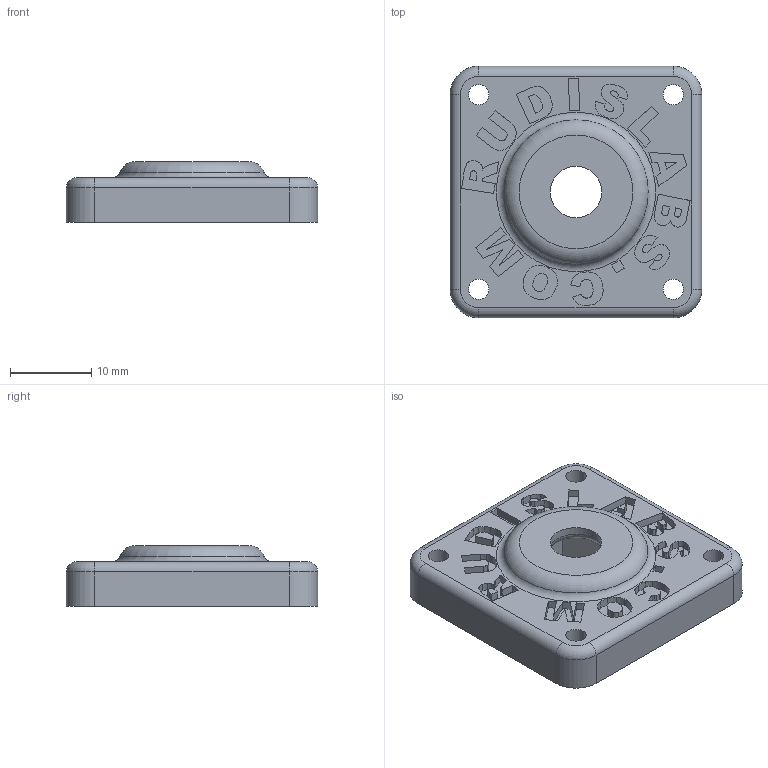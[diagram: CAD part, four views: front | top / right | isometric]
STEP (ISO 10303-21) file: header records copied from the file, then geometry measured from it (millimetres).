
FILE_DESCRIPTION(/* description */ (''),/* implementation_level */ '2;1');
FILE_NAME(/* name */ '21e2579f-e68e-4b13-a99a-5f10d213b83b.stp',/* time_stamp */ '2022-08-17T20:00:51Z',/* author */ (''),/* organization */ (''),/* preprocessor_version */ 'ST-DEVELOPER v19',/* originating_system */ 'Autodesk Translation Framework v11.7.0.108',/* authorisation */ '');
FILE_SCHEMA (('AUTOMOTIVE_DESIGN { 1 0 10303 214 3 1 1 }'));
Length unit declared in the file: millimetre
Products named in the file (1): Threaded 1/4-20UNC post mount
Bounding box: 31 x 31 x 7.5 mm (x, y, z)
Volume: 4743.2 mm3; surface area: 3084 mm2
Topology: 1 solids, 1 shells, 290 faces, 782 edges, 515 vertices
Faces by surface type: bspline 151, plane 115, cylinder 13, torus 7, cone 4
Full cylindrical faces by diameter (mm): 2.5 x4, 6.35 x1
Entity records: 11091 total; most frequent: CARTESIAN_POINT 4767, ORIENTED_EDGE 1564, DIRECTION 802, EDGE_CURVE 782, VERTEX_POINT 515, LINE 438, VECTOR 438, EDGE_LOOP 321
